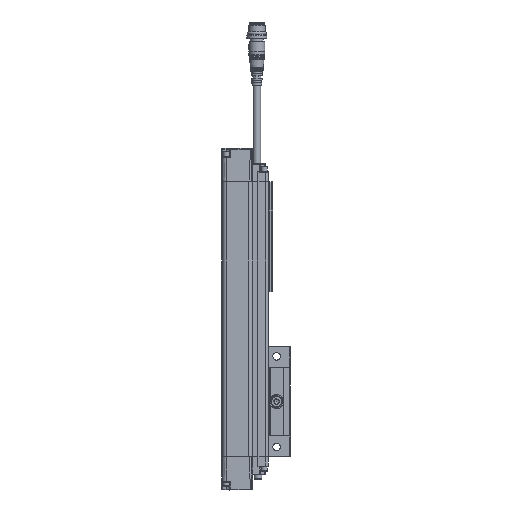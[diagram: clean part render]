
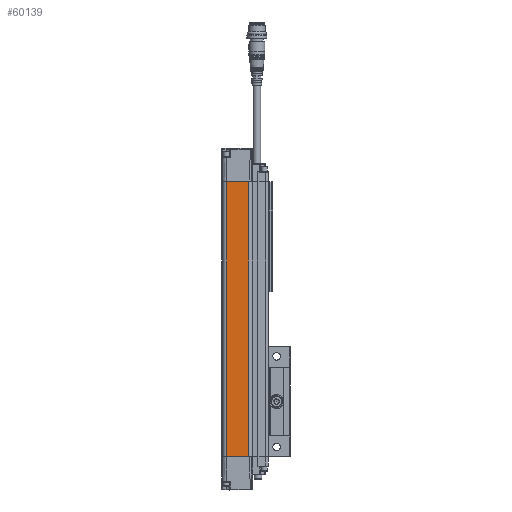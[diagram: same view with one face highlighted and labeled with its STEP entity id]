
A CAD part, left-side view. The second image highlights one B-rep face of the part: STEP entity #60139.
In plain terms, the highlighted planar face has unit normal (-1, 0, 0).
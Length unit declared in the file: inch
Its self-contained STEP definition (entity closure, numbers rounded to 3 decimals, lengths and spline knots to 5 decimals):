
#419 = ORIENTED_EDGE ( 'NONE', *, *, #10042, .F. ) ;
#2343 = FACE_OUTER_BOUND ( 'NONE', #25304, .T. ) ;
#3563 = CARTESIAN_POINT ( 'NONE',  ( -0.55118, 1.19891, -7.87402 ) ) ;
#10042 = EDGE_CURVE ( 'NONE', #66917, #29272, #38765, .T. ) ;
#12233 = ORIENTED_EDGE ( 'NONE', *, *, #27572, .F. ) ;
#12473 = LINE ( 'NONE', #28738, #64581 ) ;
#12693 = EDGE_CURVE ( 'NONE', #29272, #45321, #63720, .T. ) ;
#14257 = AXIS2_PLACEMENT_3D ( 'NONE', #59580, #64362, #42939 ) ;
#17262 = CARTESIAN_POINT ( 'NONE',  ( -0.55118, 1.19891, 0. ) ) ;
#21883 = DIRECTION ( 'NONE',  ( 0., 0., -1. ) ) ;
#23021 = PLANE ( 'NONE',  #14257 ) ;
#25304 = EDGE_LOOP ( 'NONE', ( #26380, #12233, #41203, #419 ) ) ;
#26380 = ORIENTED_EDGE ( 'NONE', *, *, #26860, .F. ) ;
#26860 = EDGE_CURVE ( 'NONE', #41630, #66917, #49191, .T. ) ;
#27572 = EDGE_CURVE ( 'NONE', #45321, #41630, #12473, .T. ) ;
#27738 = DIRECTION ( 'NONE',  ( 0., -1., 0. ) ) ;
#28738 = CARTESIAN_POINT ( 'NONE',  ( -0.55118, 1.19891, 0. ) ) ;
#29272 = VERTEX_POINT ( 'NONE', #65944 ) ;
#30203 = VECTOR ( 'NONE', #49937, 39.37008 ) ;
#30510 = CARTESIAN_POINT ( 'NONE',  ( -0.55118, 0.56102, -7.87402 ) ) ;
#32339 = VECTOR ( 'NONE', #37908, 39.37008 ) ;
#37908 = DIRECTION ( 'NONE',  ( 0., 0., 1. ) ) ;
#38765 = LINE ( 'NONE', #3563, #30203 ) ;
#41203 = ORIENTED_EDGE ( 'NONE', *, *, #12693, .F. ) ;
#41630 = VERTEX_POINT ( 'NONE', #54628 ) ;
#42939 = DIRECTION ( 'NONE',  ( 0., 1., 0. ) ) ;
#45321 = VERTEX_POINT ( 'NONE', #61619 ) ;
#48360 = VECTOR ( 'NONE', #21883, 39.37008 ) ;
#49191 = LINE ( 'NONE', #54638, #48360 ) ;
#49937 = DIRECTION ( 'NONE',  ( 0., 1., 0. ) ) ;
#54628 = CARTESIAN_POINT ( 'NONE',  ( -0.55118, 0.56102, 0. ) ) ;
#54638 = CARTESIAN_POINT ( 'NONE',  ( -0.55118, 0.56102, 0. ) ) ;
#59580 = CARTESIAN_POINT ( 'NONE',  ( -0.55118, 1.19891, 0. ) ) ;
#60139 = ADVANCED_FACE ( 'NONE', ( #2343 ), #23021, .F. ) ;
#61619 = CARTESIAN_POINT ( 'NONE',  ( -0.55118, 1.19891, 0. ) ) ;
#63720 = LINE ( 'NONE', #17262, #32339 ) ;
#64362 = DIRECTION ( 'NONE',  ( 1., 0., 0. ) ) ;
#64581 = VECTOR ( 'NONE', #27738, 39.37008 ) ;
#65944 = CARTESIAN_POINT ( 'NONE',  ( -0.55118, 1.19891, -7.87402 ) ) ;
#66917 = VERTEX_POINT ( 'NONE', #30510 ) ;
